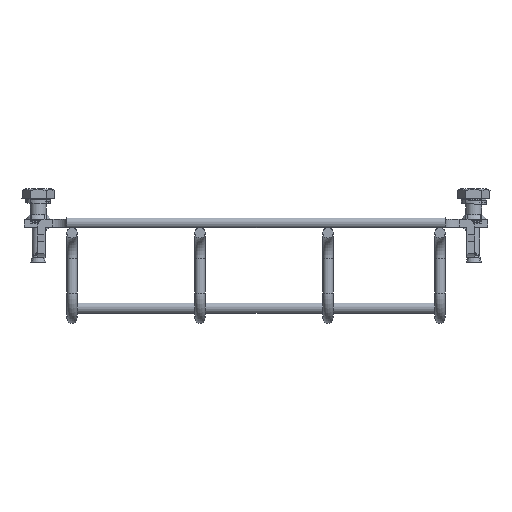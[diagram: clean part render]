
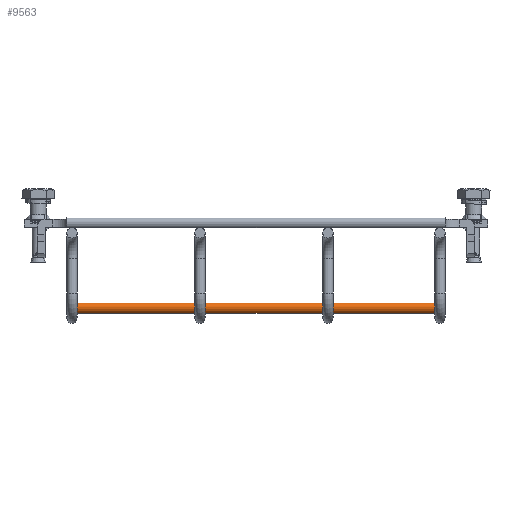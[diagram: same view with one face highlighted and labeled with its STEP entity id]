
A CAD part, front view. The second image highlights one B-rep face of the part: STEP entity #9563.
In plain terms, the highlighted cylindrical face has radius 2.032 mm (diameter 4.064 mm), a full revolution.
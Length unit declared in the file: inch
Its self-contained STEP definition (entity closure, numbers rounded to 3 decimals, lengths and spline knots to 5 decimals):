
#621 = ORIENTED_EDGE ( 'NONE', *, *, #6150, .T. ) ;
#893 = CARTESIAN_POINT ( 'NONE',  ( 0.08, -61.16606, -1.411 ) ) ;
#1315 = EDGE_LOOP ( 'NONE', ( #621 ) ) ;
#1739 = CYLINDRICAL_SURFACE ( 'NONE', #10118, 0.08 ) ;
#3209 = DIRECTION ( 'NONE',  ( 0., 0., -1. ) ) ;
#3686 = DIRECTION ( 'NONE',  ( 0., 0., -1. ) ) ;
#3798 = VERTEX_POINT ( 'NONE', #9842 ) ;
#4060 = EDGE_LOOP ( 'NONE', ( #8301 ) ) ;
#4848 = AXIS2_PLACEMENT_3D ( 'NONE', #8375, #10096, #5275 ) ;
#4973 = CARTESIAN_POINT ( 'NONE',  ( -5.83, -61.16606, -1.331 ) ) ;
#5275 = DIRECTION ( 'NONE',  ( 0., 0., -1. ) ) ;
#5752 = FACE_OUTER_BOUND ( 'NONE', #4060, .T. ) ;
#5852 = AXIS2_PLACEMENT_3D ( 'NONE', #9477, #9257, #3209 ) ;
#6150 = EDGE_CURVE ( 'NONE', #3798, #3798, #8699, .T. ) ;
#6361 = CIRCLE ( 'NONE', #4848, 0.08 ) ;
#6548 = FACE_OUTER_BOUND ( 'NONE', #1315, .T. ) ;
#7616 = EDGE_CURVE ( 'NONE', #8119, #8119, #6361, .T. ) ;
#8119 = VERTEX_POINT ( 'NONE', #893 ) ;
#8178 = DIRECTION ( 'NONE',  ( 1., 0., 0. ) ) ;
#8301 = ORIENTED_EDGE ( 'NONE', *, *, #7616, .T. ) ;
#8375 = CARTESIAN_POINT ( 'NONE',  ( 0.08, -61.16606, -1.331 ) ) ;
#8699 = CIRCLE ( 'NONE', #5852, 0.08 ) ;
#9257 = DIRECTION ( 'NONE',  ( 1., 0., 0. ) ) ;
#9477 = CARTESIAN_POINT ( 'NONE',  ( -5.83, -61.16606, -1.331 ) ) ;
#9563 = ADVANCED_FACE ( 'NONE', ( #6548, #5752 ), #1739, .T. ) ;
#9842 = CARTESIAN_POINT ( 'NONE',  ( -5.83, -61.16606, -1.411 ) ) ;
#10096 = DIRECTION ( 'NONE',  ( -1., 0., 0. ) ) ;
#10118 = AXIS2_PLACEMENT_3D ( 'NONE', #4973, #8178, #3686 ) ;
